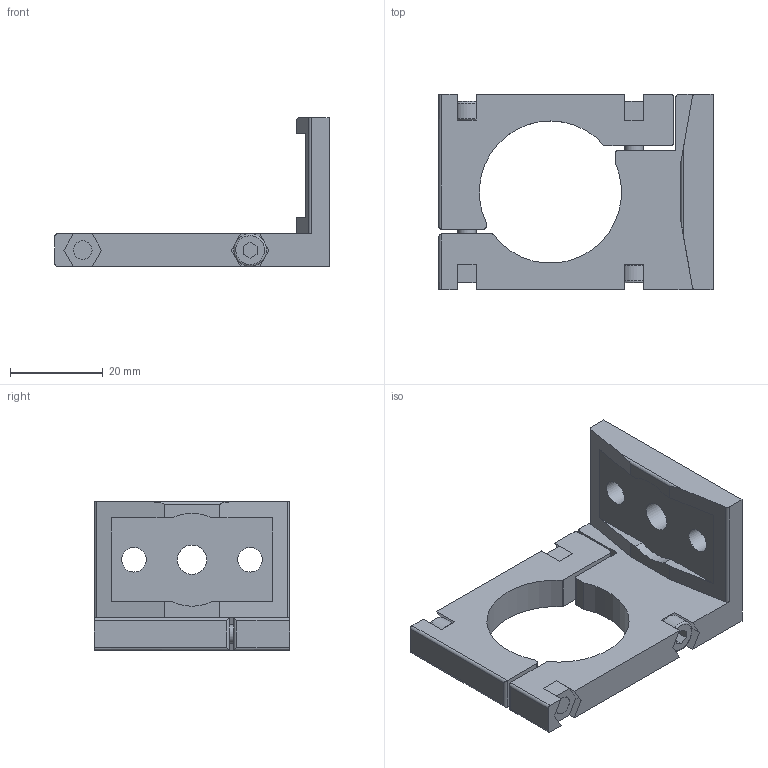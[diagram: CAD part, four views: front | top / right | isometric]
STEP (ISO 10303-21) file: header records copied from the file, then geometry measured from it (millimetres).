
FILE_DESCRIPTION (( 'STEP AP214' ), '1' );
FILE_NAME ('YXW-0001-000.STEP', '2022-12-02T09:58:50', ( '' ), ( '' ), 'SwSTEP 2.0', 'SolidWorks 2021', '' );
FILE_SCHEMA (( 'AUTOMOTIVE_DESIGN' ));
Length unit declared in the file: inch
Products named in the file (1): YXW-0001-000
Bounding box: 59 x 42 x 32 mm (x, y, z)
Volume: 15905.5 mm3; surface area: 10243.7 mm2
Topology: 2 solids, 2 shells, 186 faces, 484 edges, 320 vertices
Faces by surface type: plane 134, cylinder 48, cone 2, bspline 2
Full cylindrical faces by diameter (mm): 4 x4, 5.3 x2, 6.3 x1, 6.998 x1, 7 x1
Entity records: 5702 total; most frequent: CARTESIAN_POINT 1062, ORIENTED_EDGE 942, DIRECTION 921, EDGE_CURVE 471, LINE 375, VECTOR 375, VERTEX_POINT 320, AXIS2_PLACEMENT_3D 273
